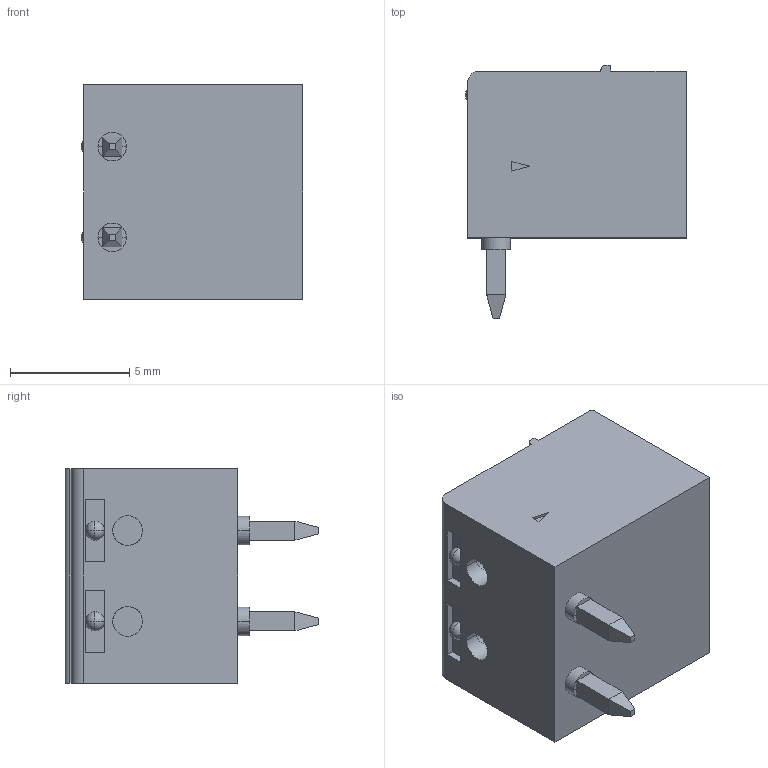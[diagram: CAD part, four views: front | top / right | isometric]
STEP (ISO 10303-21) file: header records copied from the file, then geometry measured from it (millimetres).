
FILE_DESCRIPTION(('STEP AP214'),'1');
FILE_NAME('14109.stp','2016-12-01T15:50:35',('TraceParts'),('TraceParts S.A.'),'Spatial InterOp 3D',' ',' ');
FILE_SCHEMA(('automotive_design'));
Length unit declared in the file: millimetre
Products named in the file (1): mc_1.5-2-g-3.81
Bounding box: 9.3 x 10.65 x 9.01 mm (x, y, z)
Volume: 360.7 mm3; surface area: 809.3 mm2
Topology: 1 solids, 1 shells, 219 faces, 540 edges, 336 vertices
Faces by surface type: plane 152, cylinder 55, sphere 8, cone 4
Entity records: 9420 total; most frequent: CARTESIAN_POINT 2432, DIRECTION 1086, ORIENTED_EDGE 1064, EDGE_CURVE 532, LINE 394, VECTOR 394, AXIS2_PLACEMENT_3D 346, VERTEX_POINT 336
